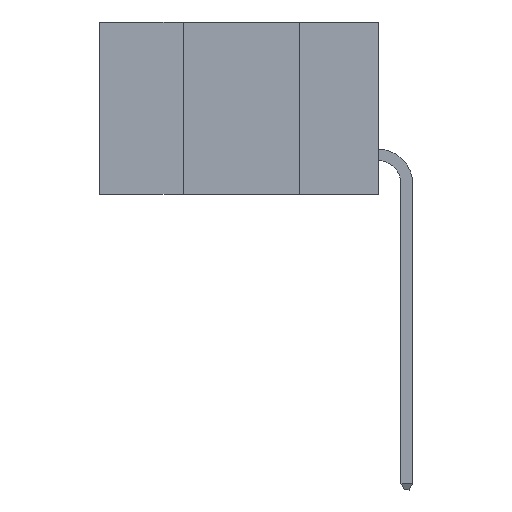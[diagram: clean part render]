
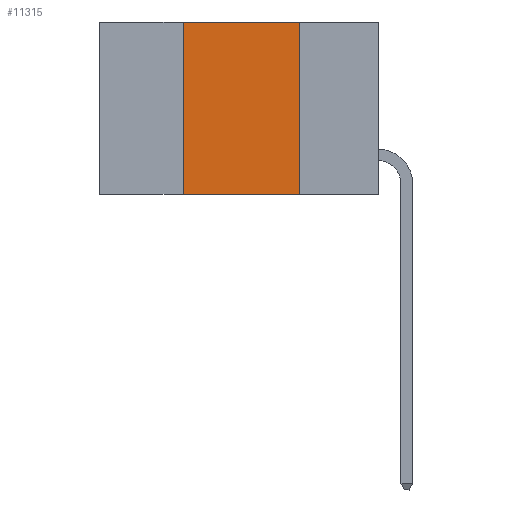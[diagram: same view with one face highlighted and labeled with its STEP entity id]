
A CAD part, left-side view. The second image highlights one B-rep face of the part: STEP entity #11315.
In plain terms, the highlighted planar face has unit normal (-1, 0, 0).
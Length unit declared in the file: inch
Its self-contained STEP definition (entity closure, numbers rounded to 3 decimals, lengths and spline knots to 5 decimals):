
#20 = CARTESIAN_POINT ( 'NONE',  ( 0., 0.6, 0. ) ) ;
#27 = CARTESIAN_POINT ( 'NONE',  ( 0., 0.42, 0. ) ) ;
#294 = CARTESIAN_POINT ( 'NONE',  ( 0., 0.6, -0.37 ) ) ;
#499 = LINE ( 'NONE', #10067, #4456 ) ;
#547 = CARTESIAN_POINT ( 'NONE',  ( 0., 0.6, 0. ) ) ;
#583 = LINE ( 'NONE', #27, #10770 ) ;
#642 = LINE ( 'NONE', #294, #11496 ) ;
#898 = ORIENTED_EDGE ( 'NONE', *, *, #1558, .F. ) ;
#1037 = DIRECTION ( 'NONE',  ( 0., -1., 0. ) ) ;
#1179 = ORIENTED_EDGE ( 'NONE', *, *, #4106, .T. ) ;
#1558 = EDGE_CURVE ( 'NONE', #4030, #12862, #8120, .T. ) ;
#1745 = DIRECTION ( 'NONE',  ( 0., 0., -1. ) ) ;
#2731 = ORIENTED_EDGE ( 'NONE', *, *, #8164, .F. ) ;
#3775 = DIRECTION ( 'NONE',  ( 1., 0., 0. ) ) ;
#3972 = FACE_OUTER_BOUND ( 'NONE', #7728, .T. ) ;
#4030 = VERTEX_POINT ( 'NONE', #5403 ) ;
#4106 = EDGE_CURVE ( 'NONE', #9777, #9923, #642, .T. ) ;
#4456 = VECTOR ( 'NONE', #1745, 39.37008 ) ;
#5200 = CARTESIAN_POINT ( 'NONE',  ( 0., 0.17, 0. ) ) ;
#5403 = CARTESIAN_POINT ( 'NONE',  ( 0., 0.42, 0. ) ) ;
#5716 = AXIS2_PLACEMENT_3D ( 'NONE', #547, #3775, #12048 ) ;
#5802 = CARTESIAN_POINT ( 'NONE',  ( 0., 0.17, -0.37 ) ) ;
#7465 = VECTOR ( 'NONE', #1037, 39.37008 ) ;
#7728 = EDGE_LOOP ( 'NONE', ( #10294, #898, #2731, #1179 ) ) ;
#8120 = LINE ( 'NONE', #20, #7465 ) ;
#8164 = EDGE_CURVE ( 'NONE', #9777, #4030, #583, .T. ) ;
#9777 = VERTEX_POINT ( 'NONE', #11886 ) ;
#9798 = DIRECTION ( 'NONE',  ( 0., -1., 0. ) ) ;
#9923 = VERTEX_POINT ( 'NONE', #5802 ) ;
#10067 = CARTESIAN_POINT ( 'NONE',  ( 0., 0.17, 0. ) ) ;
#10294 = ORIENTED_EDGE ( 'NONE', *, *, #13589, .F. ) ;
#10770 = VECTOR ( 'NONE', #11531, 39.37008 ) ;
#10934 = PLANE ( 'NONE',  #5716 ) ;
#11315 = ADVANCED_FACE ( 'NONE', ( #3972 ), #10934, .F. ) ;
#11496 = VECTOR ( 'NONE', #9798, 39.37008 ) ;
#11531 = DIRECTION ( 'NONE',  ( 0., 0., 1. ) ) ;
#11886 = CARTESIAN_POINT ( 'NONE',  ( 0., 0.42, -0.37 ) ) ;
#12048 = DIRECTION ( 'NONE',  ( 0., 0., -1. ) ) ;
#12862 = VERTEX_POINT ( 'NONE', #5200 ) ;
#13589 = EDGE_CURVE ( 'NONE', #12862, #9923, #499, .T. ) ;
